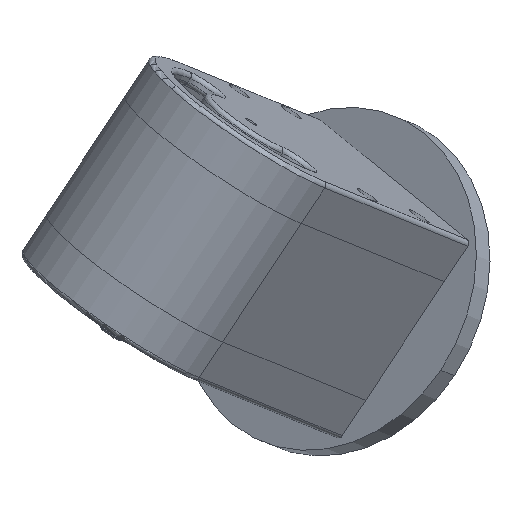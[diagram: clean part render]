
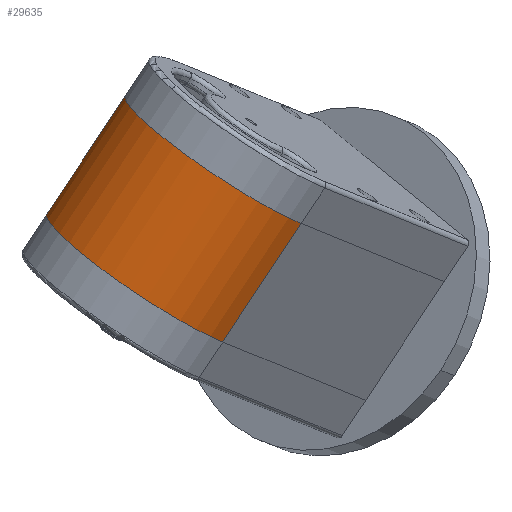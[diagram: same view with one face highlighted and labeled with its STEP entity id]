
A CAD part, top view. The second image highlights one B-rep face of the part: STEP entity #29635.
In plain terms, the highlighted cylindrical face has radius 75 mm (diameter 150 mm), a partial arc.
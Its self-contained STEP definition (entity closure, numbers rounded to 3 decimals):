
#824 = VECTOR ( 'NONE', #8552, 1000. ) ;
#837 = DIRECTION ( 'NONE',  ( 0.547, 0.825, 0.142 ) ) ;
#1209 = DIRECTION ( 'NONE',  ( 0.543, -0.22, -0.81 ) ) ;
#2036 = CARTESIAN_POINT ( 'NONE',  ( 747.242, 1057.455, 1786.646 ) ) ;
#4241 = ORIENTED_EDGE ( 'NONE', *, *, #27246, .T. ) ;
#5700 = ORIENTED_EDGE ( 'NONE', *, *, #20103, .T. ) ;
#7163 = LINE ( 'NONE', #22777, #824 ) ;
#8221 = CARTESIAN_POINT ( 'NONE',  ( 722.647, 1020.321, 1780.236 ) ) ;
#8489 = CARTESIAN_POINT ( 'NONE',  ( 674.848, 1059.339, 1737.6 ) ) ;
#8549 = VERTEX_POINT ( 'NONE', #24747 ) ;
#8552 = DIRECTION ( 'NONE',  ( -0.547, -0.825, -0.142 ) ) ;
#8660 = VERTEX_POINT ( 'NONE', #10935 ) ;
#8716 = CARTESIAN_POINT ( 'NONE',  ( 699.444, 1096.473, 1744.01 ) ) ;
#9120 = ORIENTED_EDGE ( 'NONE', *, *, #24147, .T. ) ;
#9994 = DIRECTION ( 'NONE',  ( 0.543, -0.22, -0.81 ) ) ;
#10935 = CARTESIAN_POINT ( 'NONE',  ( 651.645, 1135.492, 1701.373 ) ) ;
#10947 = ORIENTED_EDGE ( 'NONE', *, *, #28229, .T. ) ;
#11449 = CARTESIAN_POINT ( 'NONE',  ( 602.454, 1061.223, 1688.553 ) ) ;
#12826 = CYLINDRICAL_SURFACE ( 'NONE', #29573, 75. ) ;
#12999 = LINE ( 'NONE', #8221, #15225 ) ;
#14884 = AXIS2_PLACEMENT_3D ( 'NONE', #8716, #27991, #30286 ) ;
#15225 = VECTOR ( 'NONE', #837, 1000. ) ;
#16750 = DIRECTION ( 'NONE',  ( 0.547, 0.825, 0.142 ) ) ;
#17008 = EDGE_LOOP ( 'NONE', ( #5700, #9120, #10947, #4241 ) ) ;
#17390 = VERTEX_POINT ( 'NONE', #2036 ) ;
#20103 = EDGE_CURVE ( 'NONE', #8660, #23199, #7163, .T. ) ;
#22506 = CIRCLE ( 'NONE', #28905, 75. ) ;
#22777 = CARTESIAN_POINT ( 'NONE',  ( 627.05, 1098.357, 1694.963 ) ) ;
#23199 = VERTEX_POINT ( 'NONE', #11449 ) ;
#23967 = FACE_OUTER_BOUND ( 'NONE', #17008, .T. ) ;
#24147 = EDGE_CURVE ( 'NONE', #23199, #8549, #22506, .T. ) ;
#24225 = CARTESIAN_POINT ( 'NONE',  ( 650.252, 1022.204, 1731.19 ) ) ;
#24537 = CIRCLE ( 'NONE', #14884, 75. ) ;
#24747 = CARTESIAN_POINT ( 'NONE',  ( 698.051, 983.186, 1773.826 ) ) ;
#27243 = DIRECTION ( 'NONE',  ( 0.547, 0.825, 0.142 ) ) ;
#27246 = EDGE_CURVE ( 'NONE', #17390, #8660, #24537, .T. ) ;
#27991 = DIRECTION ( 'NONE',  ( -0.547, -0.825, -0.142 ) ) ;
#28229 = EDGE_CURVE ( 'NONE', #8549, #17390, #12999, .T. ) ;
#28905 = AXIS2_PLACEMENT_3D ( 'NONE', #24225, #16750, #9994 ) ;
#29573 = AXIS2_PLACEMENT_3D ( 'NONE', #8489, #27243, #1209 ) ;
#29635 = ADVANCED_FACE ( 'NONE', ( #23967 ), #12826, .T. ) ;
#30286 = DIRECTION ( 'NONE',  ( 0.543, -0.22, -0.81 ) ) ;
